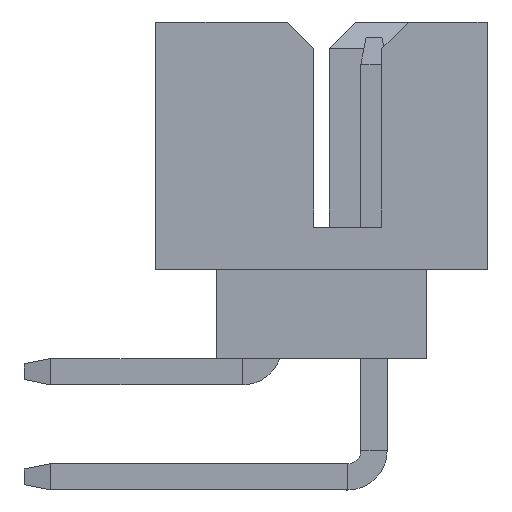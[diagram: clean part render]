
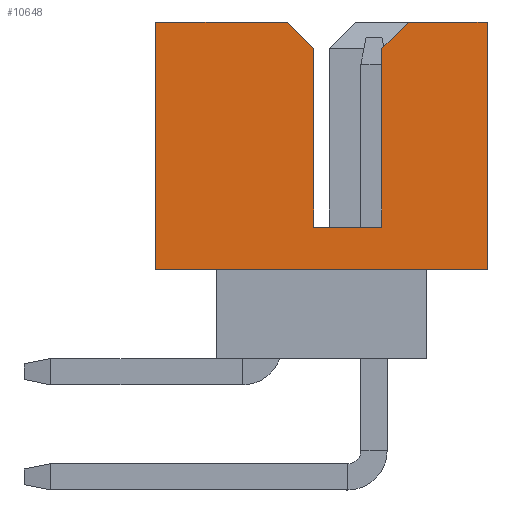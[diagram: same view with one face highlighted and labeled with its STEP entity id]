
A CAD part, left-side view. The second image highlights one B-rep face of the part: STEP entity #10648.
In plain terms, the highlighted planar face has unit normal (-1, 0, 0).
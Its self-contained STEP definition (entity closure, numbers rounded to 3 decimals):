
#8358=CARTESIAN_POINT('',(-11.325,3.15,-0.8));
#8359=VERTEX_POINT('',#8358);
#8366=CARTESIAN_POINT('',(-11.325,3.15,3.9));
#8367=VERTEX_POINT('',#8366);
#8368=CARTESIAN_POINT('',(-11.325,3.15,-0.8));
#8369=DIRECTION('',(0.,0.,1.));
#8370=VECTOR('',#8369,4.7);
#8371=LINE('',#8368,#8370);
#8372=EDGE_CURVE('',#8359,#8367,#8371,.T.);
#8393=CARTESIAN_POINT('',(-11.325,0.65,3.9));
#8394=VERTEX_POINT('',#8393);
#8395=CARTESIAN_POINT('',(-11.325,3.15,3.9));
#8396=DIRECTION('',(0.,-1.,0.));
#8397=VECTOR('',#8396,2.5);
#8398=LINE('',#8395,#8397);
#8399=EDGE_CURVE('',#8367,#8394,#8398,.T.);
#8465=CARTESIAN_POINT('',(-11.325,-3.15,-0.8));
#8466=VERTEX_POINT('',#8465);
#8473=CARTESIAN_POINT('',(-11.325,-3.15,-0.8));
#8474=DIRECTION('',(0.,1.,0.));
#8475=VECTOR('',#8474,6.3);
#8476=LINE('',#8473,#8475);
#8477=EDGE_CURVE('',#8466,#8359,#8476,.T.);
#8849=CARTESIAN_POINT('',(-11.325,0.15,0.));
#8850=VERTEX_POINT('',#8849);
#8857=CARTESIAN_POINT('',(-11.325,-1.15,0.));
#8858=VERTEX_POINT('',#8857);
#8859=CARTESIAN_POINT('',(-11.325,0.15,0.));
#8860=DIRECTION('',(0.,-1.,0.));
#8861=VECTOR('',#8860,1.3);
#8862=LINE('',#8859,#8861);
#8863=EDGE_CURVE('',#8850,#8858,#8862,.T.);
#9726=CARTESIAN_POINT('',(-11.325,-3.15,3.9));
#9727=VERTEX_POINT('',#9726);
#9734=CARTESIAN_POINT('',(-11.325,-3.15,3.9));
#9735=DIRECTION('',(0.,0.,-1.));
#9736=VECTOR('',#9735,4.7);
#9737=LINE('',#9734,#9736);
#9738=EDGE_CURVE('',#9727,#8466,#9737,.T.);
#10590=CARTESIAN_POINT('',(-11.325,0.15,3.4));
#10591=VERTEX_POINT('',#10590);
#10598=CARTESIAN_POINT('',(-11.325,0.15,3.4));
#10599=DIRECTION('',(0.,0.,-1.));
#10600=VECTOR('',#10599,3.4);
#10601=LINE('',#10598,#10600);
#10602=EDGE_CURVE('',#10591,#8850,#10601,.T.);
#10607=CARTESIAN_POINT('',(-11.325,0.,0.7));
#10608=DIRECTION('',(0.,-1.,0.));
#10609=DIRECTION('',(-1.,0.,0.));
#10610=AXIS2_PLACEMENT_3D('',#10607,#10609,#10608);
#10611=PLANE('',#10610);
#10612=ORIENTED_EDGE('',*,*,#8477,.F.);
#10613=ORIENTED_EDGE('',*,*,#9738,.F.);
#10614=CARTESIAN_POINT('',(-11.325,-1.65,3.9));
#10615=VERTEX_POINT('',#10614);
#10616=CARTESIAN_POINT('',(-11.325,-3.15,3.9));
#10617=DIRECTION('',(0.,1.,0.));
#10618=VECTOR('',#10617,1.5);
#10619=LINE('',#10616,#10618);
#10620=EDGE_CURVE('',#9727,#10615,#10619,.T.);
#10621=ORIENTED_EDGE('',*,*,#10620,.T.);
#10622=CARTESIAN_POINT('',(-11.325,-1.15,3.4));
#10623=VERTEX_POINT('',#10622);
#10624=CARTESIAN_POINT('',(-11.325,-1.65,3.9));
#10625=DIRECTION('',(0.,0.707,-0.707));
#10626=VECTOR('',#10625,0.707);
#10627=LINE('',#10624,#10626);
#10628=EDGE_CURVE('',#10615,#10623,#10627,.T.);
#10629=ORIENTED_EDGE('',*,*,#10628,.T.);
#10630=CARTESIAN_POINT('',(-11.325,-1.15,3.4));
#10631=DIRECTION('',(0.,0.,-1.));
#10632=VECTOR('',#10631,3.4);
#10633=LINE('',#10630,#10632);
#10634=EDGE_CURVE('',#10623,#8858,#10633,.T.);
#10635=ORIENTED_EDGE('',*,*,#10634,.T.);
#10636=ORIENTED_EDGE('',*,*,#8863,.F.);
#10637=ORIENTED_EDGE('',*,*,#10602,.F.);
#10638=CARTESIAN_POINT('',(-11.325,0.15,3.4));
#10639=DIRECTION('',(0.,0.707,0.707));
#10640=VECTOR('',#10639,0.707);
#10641=LINE('',#10638,#10640);
#10642=EDGE_CURVE('',#10591,#8394,#10641,.T.);
#10643=ORIENTED_EDGE('',*,*,#10642,.T.);
#10644=ORIENTED_EDGE('',*,*,#8399,.F.);
#10645=ORIENTED_EDGE('',*,*,#8372,.F.);
#10646=EDGE_LOOP('',(#10612,#10613,#10621,#10629,#10635,#10636,#10637,#10643,#10644,#10645));
#10647=FACE_OUTER_BOUND('',#10646,.T.);
#10648=ADVANCED_FACE('',(#10647),#10611,.T.);
